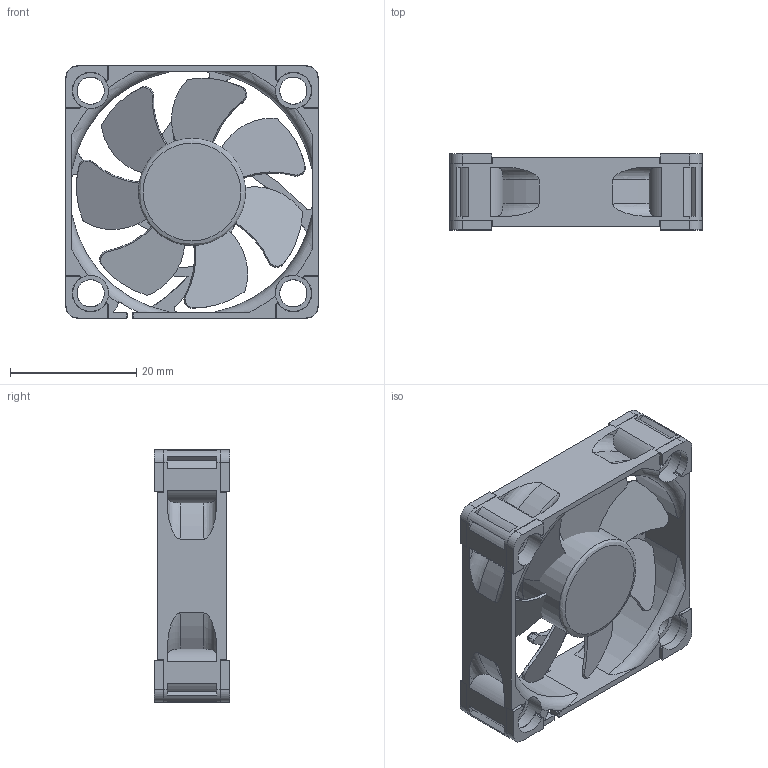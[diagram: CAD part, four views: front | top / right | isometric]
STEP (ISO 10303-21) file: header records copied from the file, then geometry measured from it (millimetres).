
FILE_DESCRIPTION(/* description */ (''),/* implementation_level */ '2;1');
FILE_NAME(/* name */ 'NF-A4x10_Noctua_40mm.stp',/* time_stamp */ '2019-09-07T18:08:06+02:00',/* author */ ('7800mbz'),/* organization */ (''),/* preprocessor_version */ 'ST-DEVELOPER v17',/* originating_system */ 'Autodesk Inventor 2019',/* authorisation */ '');
FILE_SCHEMA (('AUTOMOTIVE_DESIGN { 1 0 10303 214 3 1 1 }'));
Length unit declared in the file: millimetre
Products named in the file (3): NF-A4x10_Noctua_40mm; Noctua-NF-A4x10 v1; Noctua nf-a8-pwm fan 80x80x25 v2
Assembly tree (2 placements, depth 2):
  NF-A4x10_Noctua_40mm
    Noctua-NF-A4x10 v1
    Noctua nf-a8-pwm fan 80x80x25 v2
Bounding box: 40.06 x 12 x 40.06 mm (x, y, z)
Volume: 6315 mm3; surface area: 8802.5 mm2
Topology: 17 solids, 17 shells, 448 faces, 1209 edges, 786 vertices
Faces by surface type: plane 166, cylinder 156, bspline 92, torus 26, sphere 4, cone 4
Full cylindrical faces by diameter (mm): 4.318 x4, 5.74 x4, 16 x1, 17 x1
Entity records: 18094 total; most frequent: CARTESIAN_POINT 6832, ORIENTED_EDGE 2398, DIRECTION 2272, EDGE_CURVE 1199, AXIS2_PLACEMENT_3D 863, VERTEX_POINT 786, LINE 546, VECTOR 546
